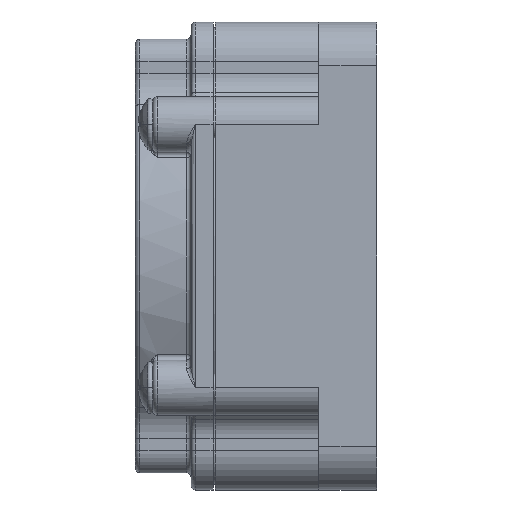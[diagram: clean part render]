
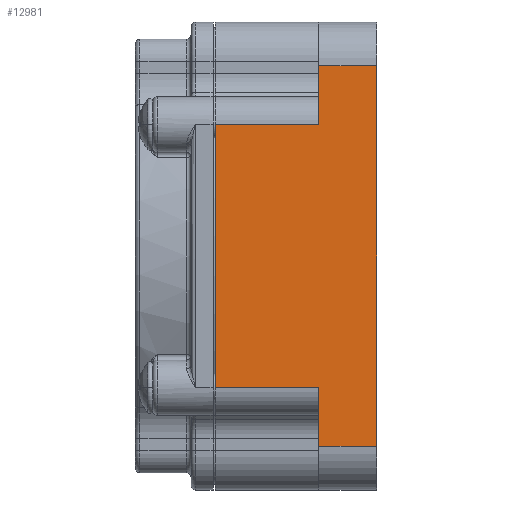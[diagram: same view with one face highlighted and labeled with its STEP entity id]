
A CAD part, left-side view. The second image highlights one B-rep face of the part: STEP entity #12981.
In plain terms, the highlighted planar face has unit normal (-1, 0, 0).
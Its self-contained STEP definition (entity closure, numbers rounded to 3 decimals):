
#3397=DIRECTION('',(0.,0.,1.));
#3398=VECTOR('',#3397,45.466);
#3399=CARTESIAN_POINT('',(-40.07,27.9,-22.733));
#3400=LINE('',#3399,#3398);
#3661=DIRECTION('',(0.,0.,1.));
#3662=VECTOR('',#3661,10.121);
#3663=CARTESIAN_POINT('',(-40.07,10.,-32.854));
#3664=LINE('',#3663,#3662);
#3723=DIRECTION('',(0.,1.,0.));
#3724=VECTOR('',#3723,17.9);
#3725=CARTESIAN_POINT('',(-40.07,10.,-22.733));
#3726=LINE('',#3725,#3724);
#3727=DIRECTION('',(0.,0.,-1.));
#3728=VECTOR('',#3727,65.709);
#3729=CARTESIAN_POINT('',(-40.07,0.,32.854));
#3730=LINE('',#3729,#3728);
#3731=DIRECTION('',(0.,1.,0.));
#3732=VECTOR('',#3731,10.);
#3733=CARTESIAN_POINT('',(-40.07,0.,-32.854));
#3734=LINE('',#3733,#3732);
#3740=DIRECTION('',(0.,1.,0.));
#3741=VECTOR('',#3740,17.9);
#3742=CARTESIAN_POINT('',(-40.07,10.,22.733));
#3743=LINE('',#3742,#3741);
#3753=DIRECTION('',(0.,0.,1.));
#3754=VECTOR('',#3753,10.121);
#3755=CARTESIAN_POINT('',(-40.07,10.,22.733));
#3756=LINE('',#3755,#3754);
#3767=DIRECTION('',(0.,1.,0.));
#3768=VECTOR('',#3767,10.);
#3769=CARTESIAN_POINT('',(-40.07,0.,32.854));
#3770=LINE('',#3769,#3768);
#7835=CARTESIAN_POINT('',(-40.07,0.,32.854));
#7837=VERTEX_POINT('',#7835);
#7848=CARTESIAN_POINT('',(-40.07,0.,-32.854));
#7850=VERTEX_POINT('',#7848);
#7851=CARTESIAN_POINT('',(-40.07,10.,32.854));
#7853=VERTEX_POINT('',#7851);
#7864=CARTESIAN_POINT('',(-40.07,10.,-32.854));
#7866=VERTEX_POINT('',#7864);
#7879=CARTESIAN_POINT('',(-40.07,10.,-22.733));
#7880=VERTEX_POINT('',#7879);
#7881=CARTESIAN_POINT('',(-40.07,10.,22.733));
#7882=VERTEX_POINT('',#7881);
#7976=CARTESIAN_POINT('',(-40.07,27.9,-22.733));
#7978=VERTEX_POINT('',#7976);
#7979=CARTESIAN_POINT('',(-40.07,27.9,22.733));
#7980=VERTEX_POINT('',#7979);
#12962=CARTESIAN_POINT('',(-40.07,0.,-32.854));
#12963=DIRECTION('',(-1.,0.,0.));
#12964=DIRECTION('',(0.,0.,1.));
#12965=AXIS2_PLACEMENT_3D('',#12962,#12963,#12964);
#12966=PLANE('',#12965);
#12967=ORIENTED_EDGE('',*,*,#12884,.T.);
#12968=ORIENTED_EDGE('',*,*,#12957,.T.);
#12969=ORIENTED_EDGE('',*,*,#12641,.T.);
#12971=ORIENTED_EDGE('',*,*,#12970,.F.);
#12973=ORIENTED_EDGE('',*,*,#12972,.T.);
#12975=ORIENTED_EDGE('',*,*,#12974,.F.);
#12976=ORIENTED_EDGE('',*,*,#9335,.T.);
#12978=ORIENTED_EDGE('',*,*,#12977,.T.);
#12979=EDGE_LOOP('',(#12967,#12968,#12969,#12971,#12973,#12975,#12976,#12978));
#12980=FACE_OUTER_BOUND('',#12979,.F.);
#12981=ADVANCED_FACE('',(#12980),#12966,.T.);
#9335=EDGE_CURVE('',#7837,#7850,#3730,.T.);
#12641=EDGE_CURVE('',#7978,#7980,#3400,.T.);
#12884=EDGE_CURVE('',#7866,#7880,#3664,.T.);
#12957=EDGE_CURVE('',#7880,#7978,#3726,.T.);
#12970=EDGE_CURVE('',#7882,#7980,#3743,.T.);
#12972=EDGE_CURVE('',#7882,#7853,#3756,.T.);
#12974=EDGE_CURVE('',#7837,#7853,#3770,.T.);
#12977=EDGE_CURVE('',#7850,#7866,#3734,.T.);
